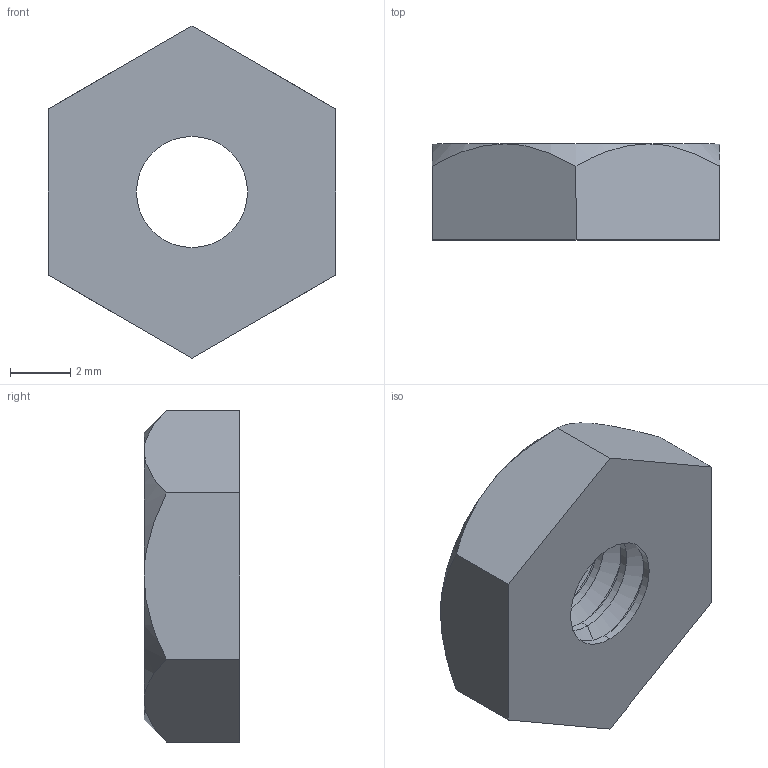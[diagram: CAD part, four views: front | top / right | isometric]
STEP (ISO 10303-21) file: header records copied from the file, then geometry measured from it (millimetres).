
FILE_DESCRIPTION((''),'2;1');
FILE_NAME('HNUT_UNC_375_SAE08_STL_CR1','2016-12-07T',('cxl300'),(''),'PRO/ENGINEER BY PARAMETRIC TECHNOLOGY CORPORATION, 2013230','PRO/ENGINEER BY PARAMETRIC TECHNOLOGY CORPORATION, 2013230','');
FILE_SCHEMA(('CONFIG_CONTROL_DESIGN','GEOMETRIC_VALIDATION_PROPERTIES_MIM'));
Length unit declared in the file: millimetre
Products named in the file (1): HNUT_UNC_375_SAE08_STL_CR1
Bounding box: 9.53 x 3.17 x 11 mm (x, y, z)
Volume: 203.1 mm3; surface area: 295.6 mm2
Topology: 1 solids, 1 shells, 40 faces, 86 edges, 48 vertices
Faces by surface type: cone 20, cylinder 12, plane 8
Entity records: 1207 total; most frequent: CARTESIAN_POINT 254, DIRECTION 190, ORIENTED_EDGE 172, EDGE_CURVE 86, AXIS2_PLACEMENT_3D 76, VERTEX_POINT 48, EDGE_LOOP 42, FACE_OUTER_BOUND 40
